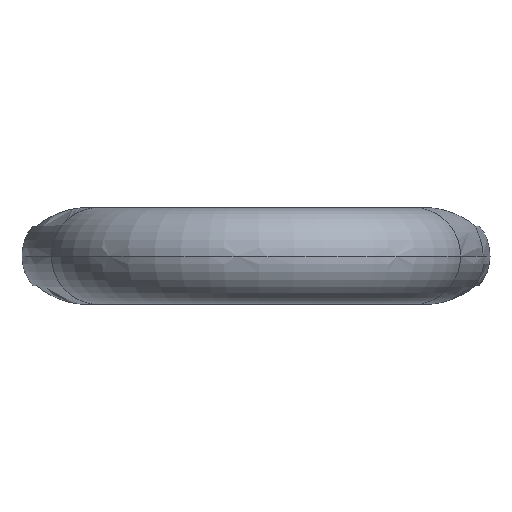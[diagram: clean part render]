
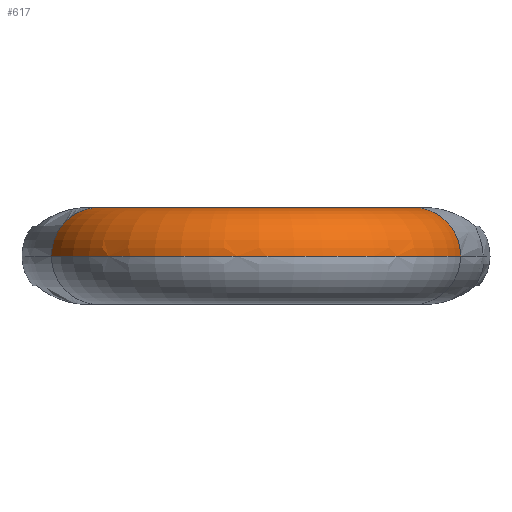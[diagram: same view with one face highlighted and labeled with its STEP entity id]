
A CAD part, left-side view. The second image highlights one B-rep face of the part: STEP entity #617.
In plain terms, the highlighted toroidal (fillet/blend) face has major radius 35.5 mm and minor radius 10.5 mm.
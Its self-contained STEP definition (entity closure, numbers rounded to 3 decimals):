
#25=CARTESIAN_POINT('',(-113.738,-34.408,0.));
#26=DIRECTION('',(0.969,-0.246,0.));
#27=DIRECTION('',(0.246,0.969,0.));
#28=AXIS2_PLACEMENT_3D('',#25,#26,#27);
#111=CARTESIAN_POINT('',(-113.738,34.408,0.));
#112=DIRECTION('',(-0.969,-0.246,0.));
#113=DIRECTION('',(0.246,-0.969,0.));
#114=AXIS2_PLACEMENT_3D('',#111,#112,#113);
#116=CARTESIAN_POINT('',(-111.154,24.231,0.));
#117=CARTESIAN_POINT('',(-112.278,23.945,0.));
#118=CARTESIAN_POINT('',(-114.486,23.218,0.));
#119=CARTESIAN_POINT('',(-117.615,21.677,0.));
#120=CARTESIAN_POINT('',(-120.5,19.718,0.));
#121=CARTESIAN_POINT('',(-123.086,17.377,0.));
#122=CARTESIAN_POINT('',(-125.321,14.7,0.));
#123=CARTESIAN_POINT('',(-127.164,11.739,0.));
#124=CARTESIAN_POINT('',(-128.578,8.551,0.));
#125=CARTESIAN_POINT('',(-129.536,5.198,0.));
#126=CARTESIAN_POINT('',(-130.02,1.744,0.));
#127=CARTESIAN_POINT('',(-130.02,-1.744,0.));
#128=CARTESIAN_POINT('',(-129.536,-5.198,0.));
#129=CARTESIAN_POINT('',(-128.578,-8.551,0.));
#130=CARTESIAN_POINT('',(-127.164,-11.739,0.));
#131=CARTESIAN_POINT('',(-125.321,-14.7,0.));
#132=CARTESIAN_POINT('',(-123.086,-17.377,0.));
#133=CARTESIAN_POINT('',(-120.5,-19.718,0.));
#134=CARTESIAN_POINT('',(-117.615,-21.677,0.));
#135=CARTESIAN_POINT('',(-114.486,-23.218,0.));
#136=CARTESIAN_POINT('',(-112.278,-23.945,0.));
#137=CARTESIAN_POINT('',(-111.154,-24.231,0.));
#420=CARTESIAN_POINT('',(-116.323,44.585,0.));
#421=CARTESIAN_POINT('',(-118.109,44.131,0.));
#422=CARTESIAN_POINT('',(-121.627,43.009,0.));
#423=CARTESIAN_POINT('',(-126.664,40.705,0.));
#424=CARTESIAN_POINT('',(-131.388,37.814,0.));
#425=CARTESIAN_POINT('',(-135.732,34.377,0.));
#426=CARTESIAN_POINT('',(-139.632,30.444,0.));
#427=CARTESIAN_POINT('',(-143.032,26.072,0.));
#428=CARTESIAN_POINT('',(-145.884,21.324,0.));
#429=CARTESIAN_POINT('',(-148.146,16.268,0.));
#430=CARTESIAN_POINT('',(-149.785,10.978,0.));
#431=CARTESIAN_POINT('',(-150.778,5.529,0.));
#432=CARTESIAN_POINT('',(-151.111,0.,0.));
#433=CARTESIAN_POINT('',(-150.778,-5.529,0.));
#434=CARTESIAN_POINT('',(-149.785,-10.978,0.));
#435=CARTESIAN_POINT('',(-148.146,-16.268,0.));
#436=CARTESIAN_POINT('',(-145.884,-21.324,0.));
#437=CARTESIAN_POINT('',(-143.032,-26.072,0.));
#438=CARTESIAN_POINT('',(-139.632,-30.444,0.));
#439=CARTESIAN_POINT('',(-135.732,-34.377,0.));
#440=CARTESIAN_POINT('',(-131.388,-37.814,0.));
#441=CARTESIAN_POINT('',(-126.664,-40.705,0.));
#442=CARTESIAN_POINT('',(-121.627,-43.009,0.));
#443=CARTESIAN_POINT('',(-118.109,-44.131,0.));
#444=CARTESIAN_POINT('',(-116.323,-44.585,0.));
#526=CARTESIAN_POINT('',(-111.154,24.231,0.));
#527=CARTESIAN_POINT('',(-116.323,44.585,0.));
#528=VERTEX_POINT('',#526);
#529=VERTEX_POINT('',#527);
#530=CARTESIAN_POINT('',(-111.154,-24.231,0.));
#531=CARTESIAN_POINT('',(-116.323,-44.585,0.));
#532=VERTEX_POINT('',#530);
#533=VERTEX_POINT('',#531);
#603=CARTESIAN_POINT('',(-105.,0.,0.));
#604=DIRECTION('',(0.,0.,1.));
#605=DIRECTION('',(0.246,-0.969,0.));
#606=AXIS2_PLACEMENT_3D('',#603,#604,#605);
#607=TOROIDAL_SURFACE('',#606,35.5,10.5);
#609=ORIENTED_EDGE('',*,*,#608,.F.);
#611=ORIENTED_EDGE('',*,*,#610,.T.);
#612=ORIENTED_EDGE('',*,*,#583,.T.);
#614=ORIENTED_EDGE('',*,*,#613,.F.);
#615=EDGE_LOOP('',(#609,#611,#612,#614));
#616=FACE_OUTER_BOUND('',#615,.F.);
#617=ADVANCED_FACE('',(#616),#607,.T.);
#29=CIRCLE('',#28,10.5);
#115=CIRCLE('',#114,10.5);
#138=B_SPLINE_CURVE_WITH_KNOTS('',3,(#116,#117,#118,#119,#120,#121,#122,#123,
#124,#125,#126,#127,#128,#129,#130,#131,#132,#133,#134,#135,#136,#137),
.UNSPECIFIED.,.F.,.F.,(4,1,1,1,1,1,1,1,1,1,1,1,1,1,1,1,1,1,1,4),(0.,
0.053,0.105,0.158,0.211,
0.263,0.316,0.368,0.421,
0.474,0.526,0.579,0.632,
0.684,0.737,0.789,0.842,
0.895,0.947,1.),.UNSPECIFIED.);
#445=B_SPLINE_CURVE_WITH_KNOTS('',3,(#420,#421,#422,#423,#424,#425,#426,#427,
#428,#429,#430,#431,#432,#433,#434,#435,#436,#437,#438,#439,#440,#441,#442,#443,
#444),.UNSPECIFIED.,.F.,.F.,(4,1,1,1,1,1,1,1,1,1,1,1,1,1,1,1,1,1,1,1,1,1,4),(
0.,0.045,0.091,0.136,0.182,
0.227,0.273,0.318,0.364,
0.409,0.455,0.5,0.545,0.591,
0.636,0.682,0.727,0.773,
0.818,0.864,0.909,0.955,1.),
.UNSPECIFIED.);
#583=EDGE_CURVE('',#532,#533,#29,.T.);
#608=EDGE_CURVE('',#528,#529,#115,.T.);
#610=EDGE_CURVE('',#528,#532,#138,.T.);
#613=EDGE_CURVE('',#529,#533,#445,.T.);
